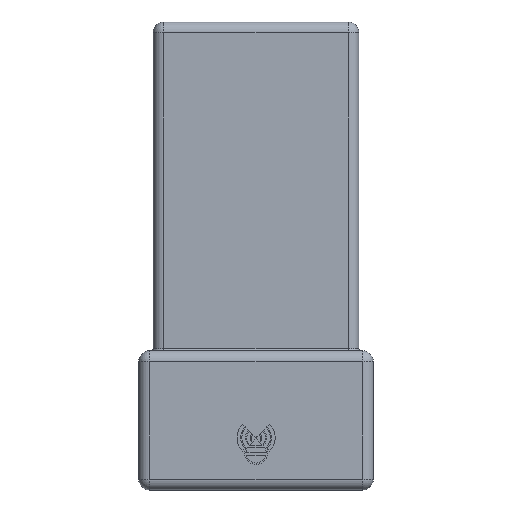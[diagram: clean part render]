
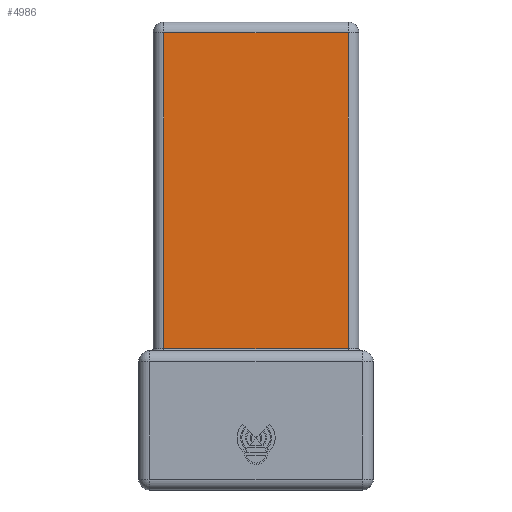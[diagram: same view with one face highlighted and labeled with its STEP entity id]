
A CAD part, front view. The second image highlights one B-rep face of the part: STEP entity #4986.
In plain terms, the highlighted planar face has unit normal (0, -1, 0).
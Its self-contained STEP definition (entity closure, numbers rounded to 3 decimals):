
#117=PLANE('',#5456);
#553=FACE_OUTER_BOUND('',#848,.T.);
#848=EDGE_LOOP('',(#3985,#3986,#3987,#3988));
#1211=LINE('',#8303,#1690);
#1249=LINE('',#8450,#1728);
#1251=LINE('',#8458,#1730);
#1253=LINE('',#8463,#1732);
#1690=VECTOR('',#6402,10.);
#1728=VECTOR('',#6542,10.);
#1730=VECTOR('',#6550,10.);
#1732=VECTOR('',#6556,10.);
#2241=VERTEX_POINT('',#8292);
#2245=VERTEX_POINT('',#8301);
#2303=VERTEX_POINT('',#8448);
#2306=VERTEX_POINT('',#8456);
#2846=EDGE_CURVE('',#2245,#2241,#1211,.T.);
#2920=EDGE_CURVE('',#2303,#2245,#1249,.T.);
#2924=EDGE_CURVE('',#2306,#2303,#1251,.T.);
#2927=EDGE_CURVE('',#2241,#2306,#1253,.T.);
#3985=ORIENTED_EDGE('',*,*,#2846,.F.);
#3986=ORIENTED_EDGE('',*,*,#2920,.F.);
#3987=ORIENTED_EDGE('',*,*,#2924,.F.);
#3988=ORIENTED_EDGE('',*,*,#2927,.F.);
#4986=ADVANCED_FACE('',(#553),#117,.F.);
#5456=AXIS2_PLACEMENT_3D('',#8472,#6570,#6571);
#6402=DIRECTION('',(-1.,0.,0.));
#6542=DIRECTION('',(0.,0.,-1.));
#6550=DIRECTION('',(1.,0.,0.));
#6556=DIRECTION('',(0.,0.,1.));
#6570=DIRECTION('center_axis',(0.,1.,0.));
#6571=DIRECTION('ref_axis',(0.,0.,
-1.));
#8292=CARTESIAN_POINT('',(39.6,-11.5,3.75));
#8301=CARTESIAN_POINT('',(65.3,-11.5,3.75));
#8303=CARTESIAN_POINT('',(66.8,-11.5,3.75));
#8448=CARTESIAN_POINT('',(65.3,-11.5,47.832));
#8450=CARTESIAN_POINT('',(65.3,-11.5,15.482));
#8456=CARTESIAN_POINT('',(39.6,-11.5,47.832));
#8458=CARTESIAN_POINT('',(66.8,-11.5,47.832));
#8463=CARTESIAN_POINT('',(39.6,-11.5,43.332));
#8472=CARTESIAN_POINT('Origin',(66.8,-11.5,44.332));
